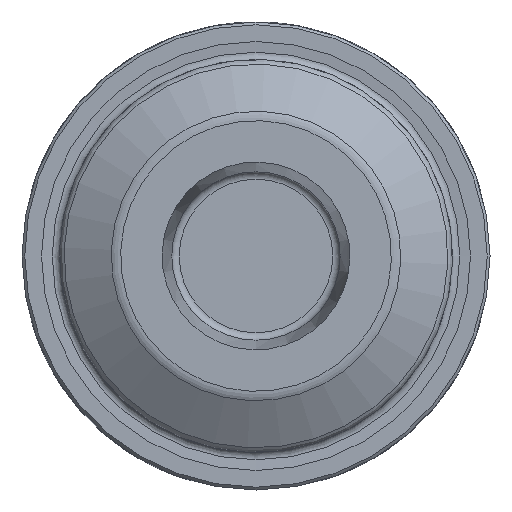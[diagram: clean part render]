
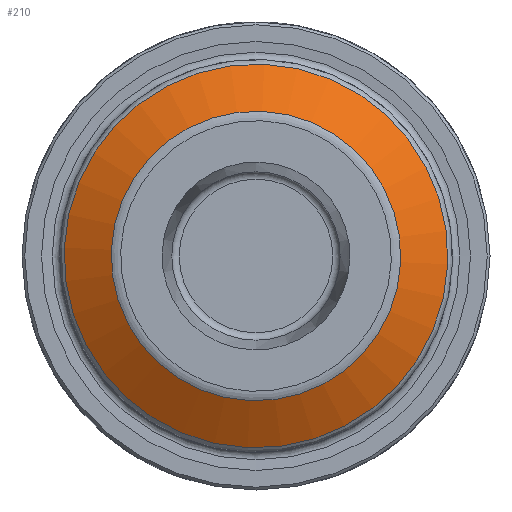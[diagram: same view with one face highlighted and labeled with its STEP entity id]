
A CAD part, left-side view. The second image highlights one B-rep face of the part: STEP entity #210.
In plain terms, the highlighted conical face has half-angle 60 degrees and reference radius 20.5 mm.
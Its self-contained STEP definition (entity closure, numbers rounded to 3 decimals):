
#59=CONICAL_SURFACE('',#894,20.5,60.);
#210=ADVANCED_FACE('',(#321,#322),#59,.T.);
#321=FACE_BOUND('',#416,.T.);
#322=FACE_BOUND('',#417,.T.);
#416=EDGE_LOOP('',(#592));
#417=EDGE_LOOP('',(#593));
#592=ORIENTED_EDGE('',*,*,#756,.F.);
#593=ORIENTED_EDGE('',*,*,#759,.T.);
#668=VERTEX_POINT('',#2009);
#671=VERTEX_POINT('',#2018);
#756=EDGE_CURVE('',#668,#668,#789,.T.);
#759=EDGE_CURVE('',#671,#671,#792,.T.);
#789=CIRCLE('',#887,20.5);
#792=CIRCLE('',#893,15.464);
#887=AXIS2_PLACEMENT_3D('',#2008,#1091,#1092);
#893=AXIS2_PLACEMENT_3D('',#2017,#1103,#1104);
#894=AXIS2_PLACEMENT_3D('',#2019,#1105,#1106);
#1091=DIRECTION('',(1.,0.,0.));
#1092=DIRECTION('',(0.,-0.382,0.924));
#1103=DIRECTION('',(1.,0.,0.));
#1104=DIRECTION('',(0.,-0.382,0.924));
#1105=DIRECTION('',(1.,0.,0.));
#1106=DIRECTION('',(0.,-0.382,0.924));
#2008=CARTESIAN_POINT('',(-8.825,0.,0.));
#2009=CARTESIAN_POINT('',(-8.825,-7.828,18.947));
#2017=CARTESIAN_POINT('',(-11.732,0.,0.));
#2018=CARTESIAN_POINT('',(-11.732,-5.905,14.292));
#2019=CARTESIAN_POINT('',(-8.825,0.,0.));
